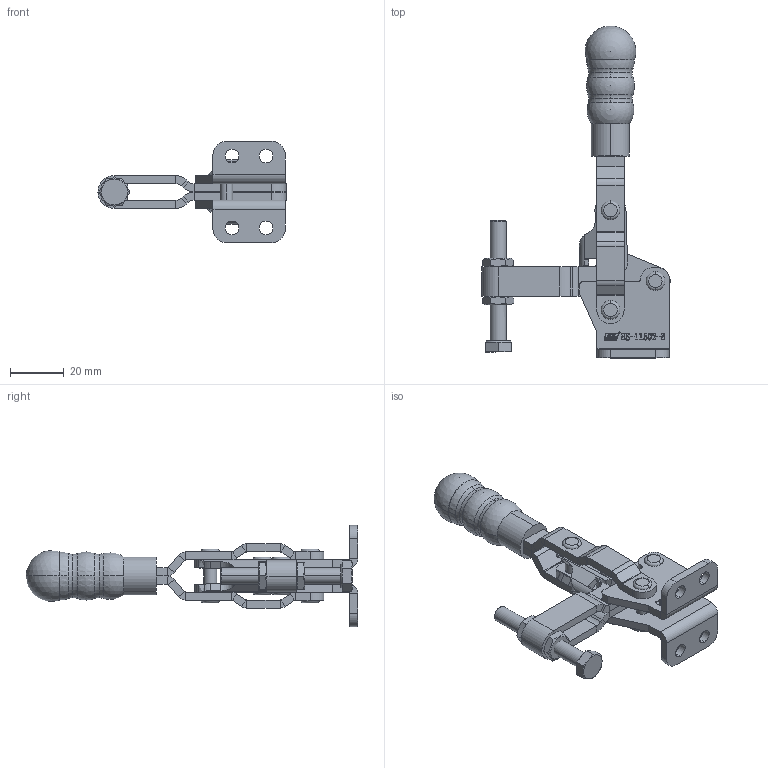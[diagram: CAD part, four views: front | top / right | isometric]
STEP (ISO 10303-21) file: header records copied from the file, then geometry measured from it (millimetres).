
FILE_DESCRIPTION (( 'STEP AP203' ), '1' );
FILE_NAME ('HS-11502-B装配体.STEP', '2018-12-07T02:03:45', ( 'PCOS' ), ( '微软中国' ), 'SwSTEP 2.0', 'SolidWorks 2012', '' );
FILE_SCHEMA (( 'CONFIG_CONTROL_DESIGN' ));
Length unit declared in the file: millimetre
Products named in the file (11): HS-11502-B蚾饜极; hexagon head bolts-full thread gb_GB_FASTENER_BOLT_STBAB A M6X45-C; hex thin nuts-grades ab-chamfered gb_GB_FASTENER_NUT_STNAB M6-N; 酗种; 揤參; 忒梟; 忒參; 蟀裝; 傻种; 楊擘菁釱衵; 楊擘菁釱酘
Assembly tree (14 placements, depth 2):
  HS-11502-B蚾饜极
    楊擘菁釱酘
    楊擘菁釱衵
    傻种  x2
    蟀裝
    忒參
    忒梟  x2
    揤參
    酗种  x2
    hex thin nuts-grades ab-chamfered gb_GB_FASTENER_NUT_STNAB M6-N  x2
    hexagon head bolts-full thread gb_GB_FASTENER_BOLT_STBAB A M6X45-C
Bounding box: 70.35 x 124.06 x 37.8 mm (x, y, z)
Volume: 31087.6 mm3; surface area: 22297.6 mm2
Topology: 14 solids, 14 shells, 813 faces, 2046 edges, 1293 vertices
Faces by surface type: plane 423, cylinder 166, bspline 164, cone 26, torus 24, sphere 10
Entity records: 29160 total; most frequent: CARTESIAN_POINT 11454, ORIENTED_EDGE 3648, DIRECTION 2956, EDGE_CURVE 1824, VERTEX_POINT 1165, VECTOR 1104, LINE 1104, AXIS2_PLACEMENT_3D 926
